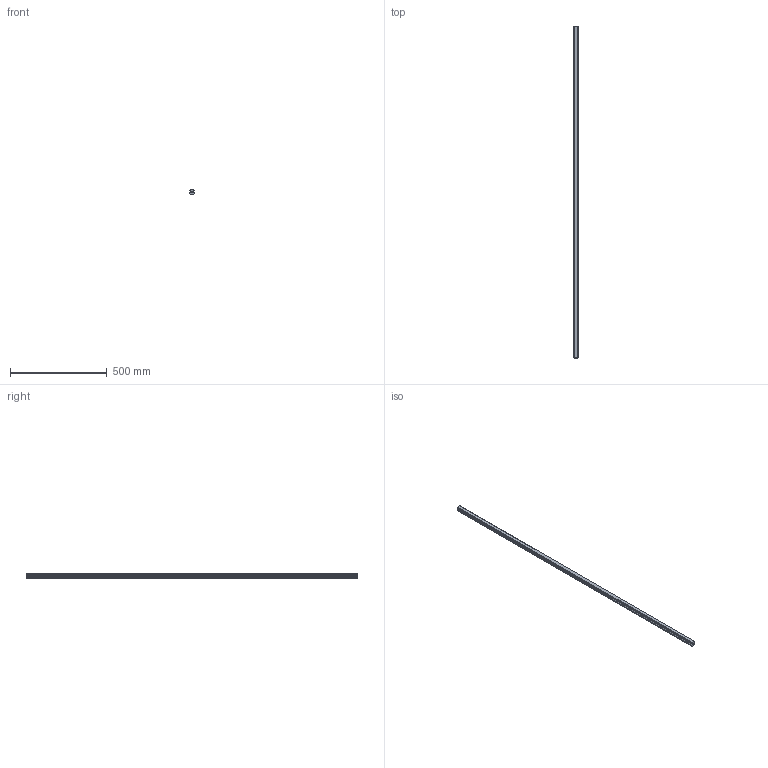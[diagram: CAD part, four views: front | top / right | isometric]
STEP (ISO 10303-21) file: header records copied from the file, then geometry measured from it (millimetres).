
FILE_DESCRIPTION(('STEP AP214'),'1');
FILE_NAME('cctmp_E72BE200-77F0-44F2-B078-2C70EEAFA24D_2021_01_25_11_58_59_0093..stp','2021-01-25T10:58:59',('HIWIN GmbH'),('CADClick - www.CADClick.com'),'Spatial InterOp 3D',' ','unknown authorization');
FILE_SCHEMA(('AUTOMOTIVE_DESIGN'));
Length unit declared in the file: millimetre
Products named in the file (1): HGR25T1720C_FILE
Bounding box: 23 x 1720 x 22 mm (x, y, z)
Volume: 743566.5 mm3; surface area: 163713.7 mm2
Topology: 1 solids, 1 shells, 314 faces, 953 edges, 587 vertices
Faces by surface type: plane 176, cylinder 80, cone 58
Entity records: 12895 total; most frequent: DIRECTION 1917, CARTESIAN_POINT 1797, ORIENTED_EDGE 1790, EDGE_CURVE 895, AXIS2_PLACEMENT_3D 707, VERTEX_POINT 587, LINE 503, VECTOR 503
